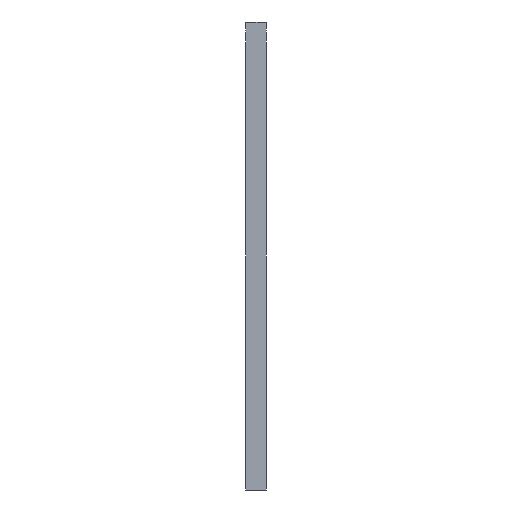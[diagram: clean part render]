
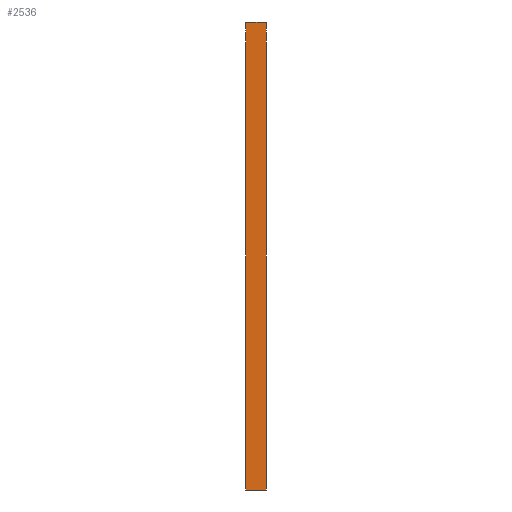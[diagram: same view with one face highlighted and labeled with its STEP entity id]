
A CAD part, left-side view. The second image highlights one B-rep face of the part: STEP entity #2536.
In plain terms, the highlighted planar face has unit normal (-1, 0, 0).
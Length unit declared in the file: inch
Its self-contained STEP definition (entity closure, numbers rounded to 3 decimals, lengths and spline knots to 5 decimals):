
#170=PLANE('',#2676);
#288=FACE_OUTER_BOUND('',#406,.T.);
#406=EDGE_LOOP('',(#2181,#2182,#2183,#2184));
#782=LINE('',#3951,#1122);
#790=LINE('',#3966,#1130);
#791=LINE('',#3968,#1131);
#792=LINE('',#3969,#1132);
#1122=VECTOR('',#3252,0.3937);
#1130=VECTOR('',#3264,0.3937);
#1131=VECTOR('',#3267,0.3937);
#1132=VECTOR('',#3268,0.3937);
#1365=VERTEX_POINT('',#3947);
#1367=VERTEX_POINT('',#3950);
#1371=VERTEX_POINT('',#3962);
#1372=VERTEX_POINT('',#3964);
#1710=EDGE_CURVE('',#1365,#1367,#782,.T.);
#1718=EDGE_CURVE('',#1371,#1372,#790,.T.);
#1719=EDGE_CURVE('',#1365,#1371,#791,.T.);
#1720=EDGE_CURVE('',#1367,#1372,#792,.T.);
#2181=ORIENTED_EDGE('',*,*,#1719,.T.);
#2182=ORIENTED_EDGE('',*,*,#1718,.T.);
#2183=ORIENTED_EDGE('',*,*,#1720,.F.);
#2184=ORIENTED_EDGE('',*,*,#1710,.F.);
#2536=ADVANCED_FACE('',(#288),#170,.T.);
#2676=AXIS2_PLACEMENT_3D('',#3967,#3265,#3266);
#3252=DIRECTION('',(0.,-1.,0.));
#3264=DIRECTION('',(0.,-1.,0.));
#3265=DIRECTION('center_axis',(-1.,0.,0.));
#3266=DIRECTION('ref_axis',(0.,0.,-1.));
#3267=DIRECTION('',(0.,0.,-1.));
#3268=DIRECTION('',(0.,0.,-1.));
#3947=CARTESIAN_POINT('',(-2.13,0.,0.935));
#3950=CARTESIAN_POINT('',(-2.13,-0.1,0.935));
#3951=CARTESIAN_POINT('',(-2.13,0.,0.935));
#3962=CARTESIAN_POINT('',(-2.13,0.,-1.305));
#3964=CARTESIAN_POINT('',(-2.13,-0.1,-1.305));
#3966=CARTESIAN_POINT('',(-2.13,0.,-1.305));
#3967=CARTESIAN_POINT('Origin',(-2.13,0.,0.935));
#3968=CARTESIAN_POINT('',(-2.13,0.,0.935));
#3969=CARTESIAN_POINT('',(-2.13,-0.1,0.935));
